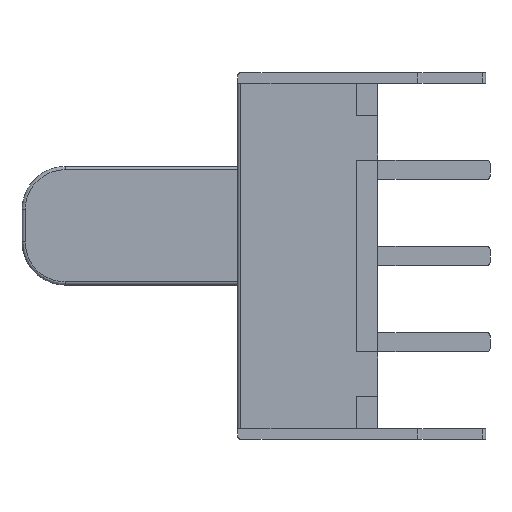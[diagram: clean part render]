
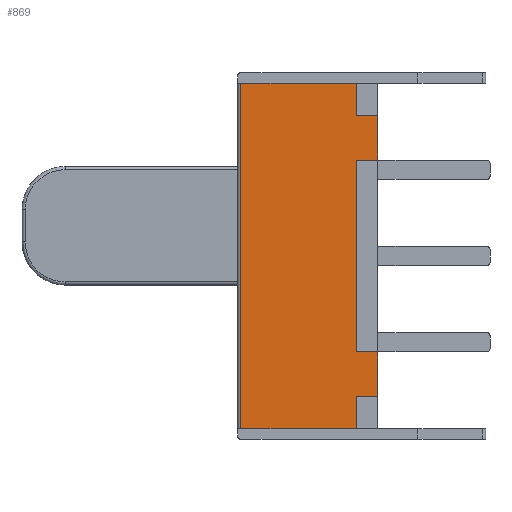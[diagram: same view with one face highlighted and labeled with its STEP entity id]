
A CAD part, left-side view. The second image highlights one B-rep face of the part: STEP entity #869.
In plain terms, the highlighted planar face has unit normal (-1, 0, 0).
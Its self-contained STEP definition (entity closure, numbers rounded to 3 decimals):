
#24 = VECTOR ( 'NONE', #1875, 1000. ) ;
#68 = EDGE_LOOP ( 'NONE', ( #1741, #434, #1073, #2070, #2503, #632, #3544, #2295, #4113, #3329, #1963, #2074 ) ) ;
#81 = LINE ( 'NONE', #2044, #2485 ) ;
#110 = VERTEX_POINT ( 'NONE', #1236 ) ;
#117 = LINE ( 'NONE', #3426, #3501 ) ;
#192 = CARTESIAN_POINT ( 'NONE',  ( 0., -5.5, -15. ) ) ;
#337 = DIRECTION ( 'NONE',  ( 0., 0., 1. ) ) ;
#385 = VERTEX_POINT ( 'NONE', #1590 ) ;
#434 = ORIENTED_EDGE ( 'NONE', *, *, #3385, .T. ) ;
#490 = VERTEX_POINT ( 'NONE', #3441 ) ;
#500 = VECTOR ( 'NONE', #1168, 1000. ) ;
#505 = CARTESIAN_POINT ( 'NONE',  ( 0., -0.15, -8.5 ) ) ;
#550 = CARTESIAN_POINT ( 'NONE',  ( 0., -0.15, -16.5 ) ) ;
#632 = ORIENTED_EDGE ( 'NONE', *, *, #2228, .T. ) ;
#654 = LINE ( 'NONE', #505, #2307 ) ;
#695 = DIRECTION ( 'NONE',  ( 0., 0., 1. ) ) ;
#760 = CARTESIAN_POINT ( 'NONE',  ( 0., -6.5, -8.5 ) ) ;
#816 = AXIS2_PLACEMENT_3D ( 'NONE', #1481, #2815, #846 ) ;
#846 = DIRECTION ( 'NONE',  ( 0., 0., 1. ) ) ;
#855 = EDGE_CURVE ( 'NONE', #3519, #2794, #1576, .T. ) ;
#869 = ADVANCED_FACE ( 'NONE', ( #2250 ), #3779, .T. ) ;
#881 = EDGE_CURVE ( 'NONE', #981, #3205, #1376, .T. ) ;
#961 = CARTESIAN_POINT ( 'NONE',  ( 0., -3.325, -16.5 ) ) ;
#981 = VERTEX_POINT ( 'NONE', #2541 ) ;
#1044 = CARTESIAN_POINT ( 'NONE',  ( 0., -0.15, -0.5 ) ) ;
#1073 = ORIENTED_EDGE ( 'NONE', *, *, #4034, .T. ) ;
#1090 = DIRECTION ( 'NONE',  ( 0., 0., 1. ) ) ;
#1148 = EDGE_CURVE ( 'NONE', #3205, #490, #3326, .T. ) ;
#1168 = DIRECTION ( 'NONE',  ( 0., -1., 0. ) ) ;
#1236 = CARTESIAN_POINT ( 'NONE',  ( 0., -5.5, -2. ) ) ;
#1292 = LINE ( 'NONE', #1737, #3040 ) ;
#1321 = EDGE_CURVE ( 'NONE', #2794, #4008, #3983, .T. ) ;
#1322 = VERTEX_POINT ( 'NONE', #192 ) ;
#1376 = LINE ( 'NONE', #2151, #500 ) ;
#1428 = VECTOR ( 'NONE', #3855, 1000. ) ;
#1481 = CARTESIAN_POINT ( 'NONE',  ( 0., -6.627, -16.82 ) ) ;
#1576 = LINE ( 'NONE', #2651, #3230 ) ;
#1590 = CARTESIAN_POINT ( 'NONE',  ( 0., -5.5, -0.5 ) ) ;
#1603 = VERTEX_POINT ( 'NONE', #2869 ) ;
#1654 = LINE ( 'NONE', #3845, #24 ) ;
#1737 = CARTESIAN_POINT ( 'NONE',  ( 0., -5.5, -8.5 ) ) ;
#1741 = ORIENTED_EDGE ( 'NONE', *, *, #3388, .T. ) ;
#1875 = DIRECTION ( 'NONE',  ( 0., 0., 1. ) ) ;
#1963 = ORIENTED_EDGE ( 'NONE', *, *, #1148, .T. ) ;
#2016 = VECTOR ( 'NONE', #695, 1000. ) ;
#2044 = CARTESIAN_POINT ( 'NONE',  ( 0., -3.325, -0.5 ) ) ;
#2070 = ORIENTED_EDGE ( 'NONE', *, *, #2961, .T. ) ;
#2074 = ORIENTED_EDGE ( 'NONE', *, *, #3989, .T. ) ;
#2114 = DIRECTION ( 'NONE',  ( 0., 1., 0. ) ) ;
#2151 = CARTESIAN_POINT ( 'NONE',  ( 0., -3.325, -4.05 ) ) ;
#2224 = LINE ( 'NONE', #3637, #2016 ) ;
#2225 = CARTESIAN_POINT ( 'NONE',  ( 0., -3.325, -15. ) ) ;
#2228 = EDGE_CURVE ( 'NONE', #1322, #3519, #4050, .T. ) ;
#2250 = FACE_OUTER_BOUND ( 'NONE', #68, .T. ) ;
#2295 = ORIENTED_EDGE ( 'NONE', *, *, #1321, .T. ) ;
#2307 = VECTOR ( 'NONE', #3109, 1000. ) ;
#2455 = CARTESIAN_POINT ( 'NONE',  ( 0., -5.5, -12.95 ) ) ;
#2485 = VECTOR ( 'NONE', #3368, 1000. ) ;
#2503 = ORIENTED_EDGE ( 'NONE', *, *, #3274, .T. ) ;
#2510 = VERTEX_POINT ( 'NONE', #1044 ) ;
#2541 = CARTESIAN_POINT ( 'NONE',  ( 0., -5.5, -4.05 ) ) ;
#2599 = DIRECTION ( 'NONE',  ( 0., -1., 0. ) ) ;
#2651 = CARTESIAN_POINT ( 'NONE',  ( 0., -6.5, -8.5 ) ) ;
#2657 = VECTOR ( 'NONE', #2599, 1000. ) ;
#2758 = LINE ( 'NONE', #961, #2657 ) ;
#2794 = VERTEX_POINT ( 'NONE', #3781 ) ;
#2815 = DIRECTION ( 'NONE',  ( -1., 0., 0. ) ) ;
#2822 = CARTESIAN_POINT ( 'NONE',  ( 0., -3.325, -12.95 ) ) ;
#2869 = CARTESIAN_POINT ( 'NONE',  ( 0., -5.5, -16.5 ) ) ;
#2961 = EDGE_CURVE ( 'NONE', #3498, #1603, #2758, .T. ) ;
#3040 = VECTOR ( 'NONE', #4033, 1000. ) ;
#3109 = DIRECTION ( 'NONE',  ( 0., 0., -1. ) ) ;
#3112 = VECTOR ( 'NONE', #3783, 1000. ) ;
#3205 = VERTEX_POINT ( 'NONE', #3609 ) ;
#3230 = VECTOR ( 'NONE', #337, 1000. ) ;
#3274 = EDGE_CURVE ( 'NONE', #1603, #1322, #2224, .T. ) ;
#3326 = LINE ( 'NONE', #760, #4200 ) ;
#3329 = ORIENTED_EDGE ( 'NONE', *, *, #881, .T. ) ;
#3368 = DIRECTION ( 'NONE',  ( 0., 1., 0. ) ) ;
#3385 = EDGE_CURVE ( 'NONE', #385, #2510, #81, .T. ) ;
#3388 = EDGE_CURVE ( 'NONE', #110, #385, #1292, .T. ) ;
#3426 = CARTESIAN_POINT ( 'NONE',  ( 0., -3.325, -2. ) ) ;
#3441 = CARTESIAN_POINT ( 'NONE',  ( 0., -6.5, -2. ) ) ;
#3498 = VERTEX_POINT ( 'NONE', #550 ) ;
#3501 = VECTOR ( 'NONE', #2114, 1000. ) ;
#3503 = EDGE_CURVE ( 'NONE', #4008, #981, #1654, .T. ) ;
#3519 = VERTEX_POINT ( 'NONE', #4181 ) ;
#3544 = ORIENTED_EDGE ( 'NONE', *, *, #855, .T. ) ;
#3609 = CARTESIAN_POINT ( 'NONE',  ( 0., -6.5, -4.05 ) ) ;
#3637 = CARTESIAN_POINT ( 'NONE',  ( 0., -5.5, -8.5 ) ) ;
#3779 = PLANE ( 'NONE',  #816 ) ;
#3781 = CARTESIAN_POINT ( 'NONE',  ( 0., -6.5, -12.95 ) ) ;
#3783 = DIRECTION ( 'NONE',  ( 0., 1., 0. ) ) ;
#3845 = CARTESIAN_POINT ( 'NONE',  ( 0., -5.5, -8.5 ) ) ;
#3855 = DIRECTION ( 'NONE',  ( 0., -1., 0. ) ) ;
#3983 = LINE ( 'NONE', #2822, #3112 ) ;
#3989 = EDGE_CURVE ( 'NONE', #490, #110, #117, .T. ) ;
#4008 = VERTEX_POINT ( 'NONE', #2455 ) ;
#4033 = DIRECTION ( 'NONE',  ( 0., 0., 1. ) ) ;
#4034 = EDGE_CURVE ( 'NONE', #2510, #3498, #654, .T. ) ;
#4050 = LINE ( 'NONE', #2225, #1428 ) ;
#4113 = ORIENTED_EDGE ( 'NONE', *, *, #3503, .T. ) ;
#4181 = CARTESIAN_POINT ( 'NONE',  ( 0., -6.5, -15. ) ) ;
#4200 = VECTOR ( 'NONE', #1090, 1000. ) ;
